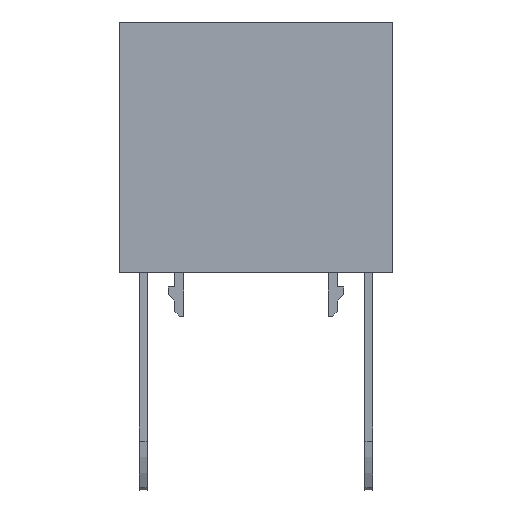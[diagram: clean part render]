
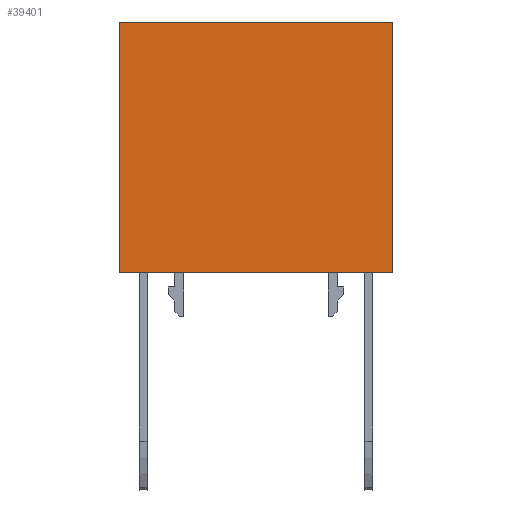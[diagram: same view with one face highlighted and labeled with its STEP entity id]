
A CAD part, front view. The second image highlights one B-rep face of the part: STEP entity #39401.
In plain terms, the highlighted planar face has unit normal (0, -1, 0).
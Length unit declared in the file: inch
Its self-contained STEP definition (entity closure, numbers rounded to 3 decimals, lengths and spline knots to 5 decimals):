
#21751=CARTESIAN_POINT('',(0.57185,-0.15748,0.54429));
#21752=VERTEX_POINT('',#21751);
#21767=CARTESIAN_POINT('',(-0.57185,-0.15748,0.54429));
#21768=VERTEX_POINT('',#21767);
#21775=CARTESIAN_POINT('',(0.57185,-0.15748,0.54429));
#21776=DIRECTION('',(-1.0,0.0,0.0));
#21777=VECTOR('',#21776,1.1437);
#21778=LINE('',#21775,#21777);
#21779=EDGE_CURVE('',#21752,#21768,#21778,.T.);
#39324=CARTESIAN_POINT('',(-0.57185,-0.15748,-0.50492));
#39325=VERTEX_POINT('',#39324);
#39333=CARTESIAN_POINT('',(0.57185,-0.15748,-0.50492));
#39334=VERTEX_POINT('',#39333);
#39341=CARTESIAN_POINT('',(-0.57185,-0.15748,-0.50492));
#39342=DIRECTION('',(1.0,0.0,0.0));
#39343=VECTOR('',#39342,1.1437);
#39344=LINE('',#39341,#39343);
#39345=EDGE_CURVE('',#39325,#39334,#39344,.T.);
#39373=CARTESIAN_POINT('',(0.57185,-0.15748,0.54429));
#39374=DIRECTION('',(0.0,0.0,-1.0));
#39375=VECTOR('',#39374,1.04921);
#39376=LINE('',#39373,#39375);
#39377=EDGE_CURVE('',#21752,#39334,#39376,.T.);
#39385=CARTESIAN_POINT('',(0.57185,-0.15748,0.0));
#39386=DIRECTION('',(0.0,-1.0,0.0));
#39387=DIRECTION('',(0.0,0.0,-1.0));
#39388=AXIS2_PLACEMENT_3D('',#39385,#39386,#39387);
#39389=PLANE('',#39388);
#39390=CARTESIAN_POINT('',(-0.57185,-0.15748,0.54429));
#39391=DIRECTION('',(0.0,0.0,-1.0));
#39392=VECTOR('',#39391,1.04921);
#39393=LINE('',#39390,#39392);
#39394=EDGE_CURVE('',#21768,#39325,#39393,.T.);
#39395=ORIENTED_EDGE('',*,*,#39394,.T.);
#39396=ORIENTED_EDGE('',*,*,#39345,.T.);
#39397=ORIENTED_EDGE('',*,*,#39377,.F.);
#39398=ORIENTED_EDGE('',*,*,#21779,.T.);
#39399=EDGE_LOOP('',(#39395,#39396,#39397,#39398));
#39400=FACE_OUTER_BOUND('',#39399,.T.);
#39401=ADVANCED_FACE('',(#39400),#39389,.T.);
